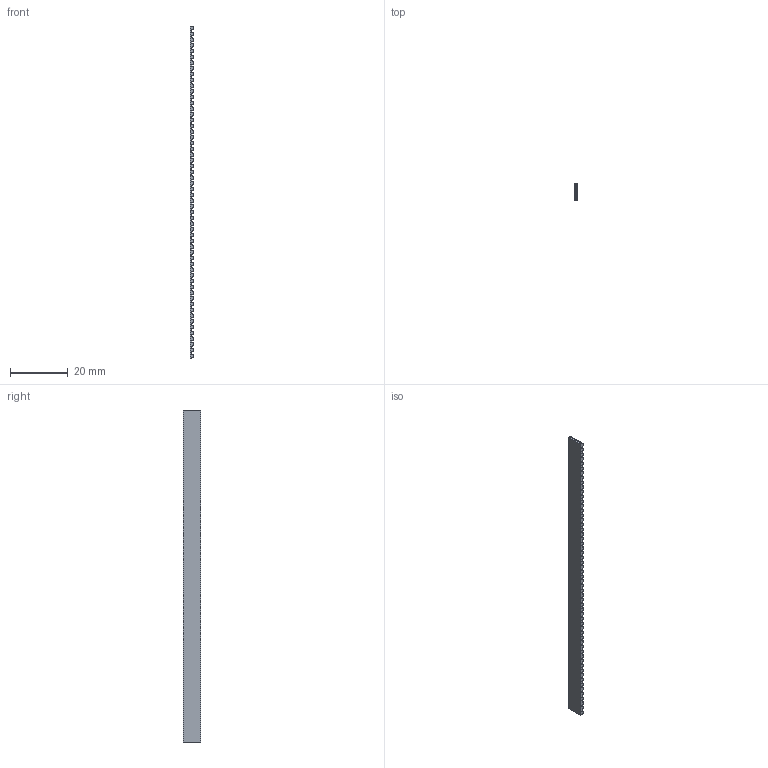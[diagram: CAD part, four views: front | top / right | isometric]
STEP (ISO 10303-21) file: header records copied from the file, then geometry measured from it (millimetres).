
FILE_DESCRIPTION(/* description */ (''),/* implementation_level */ '2;1');
FILE_NAME(/* name */ 'GT2 Belt.step',/* time_stamp */ '2021-12-17T13:21:17+03:00',/* author */ (''),/* organization */ (''),/* preprocessor_version */ 'ST-DEVELOPER v18.1',/* originating_system */ 'Autodesk Translation Framework v10.10.0.1391',/* authorisation */ '');
FILE_SCHEMA (('AUTOMOTIVE_DESIGN { 1 0 10303 214 3 1 1 }'));
Length unit declared in the file: millimetre
Products named in the file (1): (Unsaved)
Bounding box: 1.38 x 6 x 115.48 mm (x, y, z)
Volume: 689.8 mm3; surface area: 1914.6 mm2
Topology: 1 solids, 1 shells, 410 faces, 1340 edges, 932 vertices
Faces by surface type: cylinder 348, plane 62
Entity records: 15268 total; most frequent: DIRECTION 2858, CARTESIAN_POINT 2683, ORIENTED_EDGE 2680, EDGE_CURVE 1340, AXIS2_PLACEMENT_3D 1107, VERTEX_POINT 932, CIRCLE 696, LINE 644
